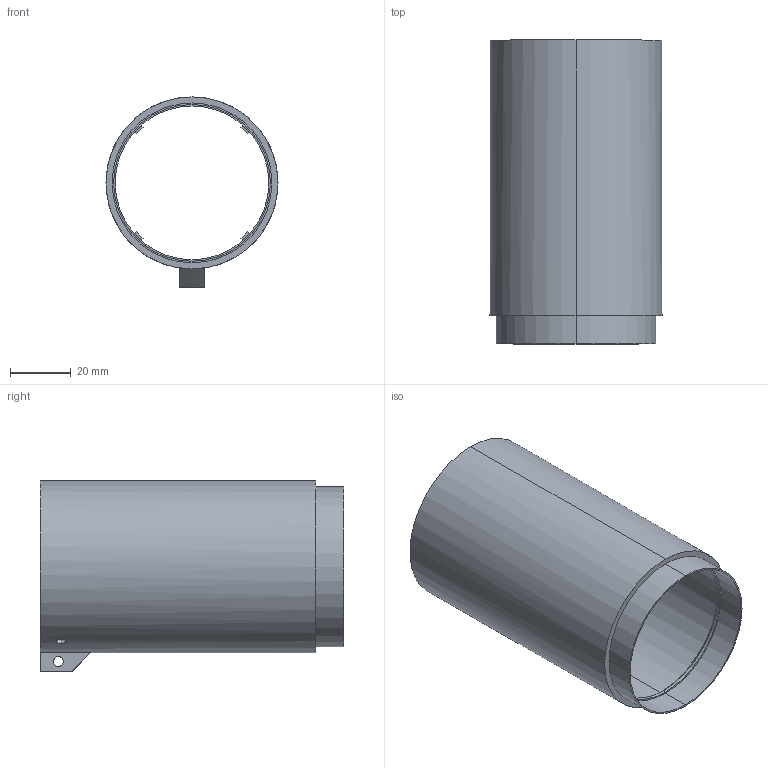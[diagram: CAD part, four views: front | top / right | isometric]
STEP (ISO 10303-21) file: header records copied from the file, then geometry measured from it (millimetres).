
FILE_DESCRIPTION (( 'STEP AP203' ), '1' );
FILE_NAME ('03_scope_front.step', '2020-01-26T15:33:57', ( '' ), ( '' ), 'SwSTEP 2.0', 'SolidWorks 2016', '' );
FILE_SCHEMA (( 'CONFIG_CONTROL_DESIGN' ));
Length unit declared in the file: millimetre
Products named in the file (1): 03_scope_front
Bounding box: 56.5 x 99.8 x 62.5 mm (x, y, z)
Volume: 26121.8 mm3; surface area: 36111.6 mm2
Topology: 1 solids, 1 shells, 40 faces, 104 edges, 68 vertices
Faces by surface type: plane 23, cylinder 14, cone 3
Entity records: 1416 total; most frequent: CARTESIAN_POINT 324, DIRECTION 213, ORIENTED_EDGE 208, EDGE_CURVE 104, AXIS2_PLACEMENT_3D 75, VERTEX_POINT 68, VECTOR 63, LINE 63
